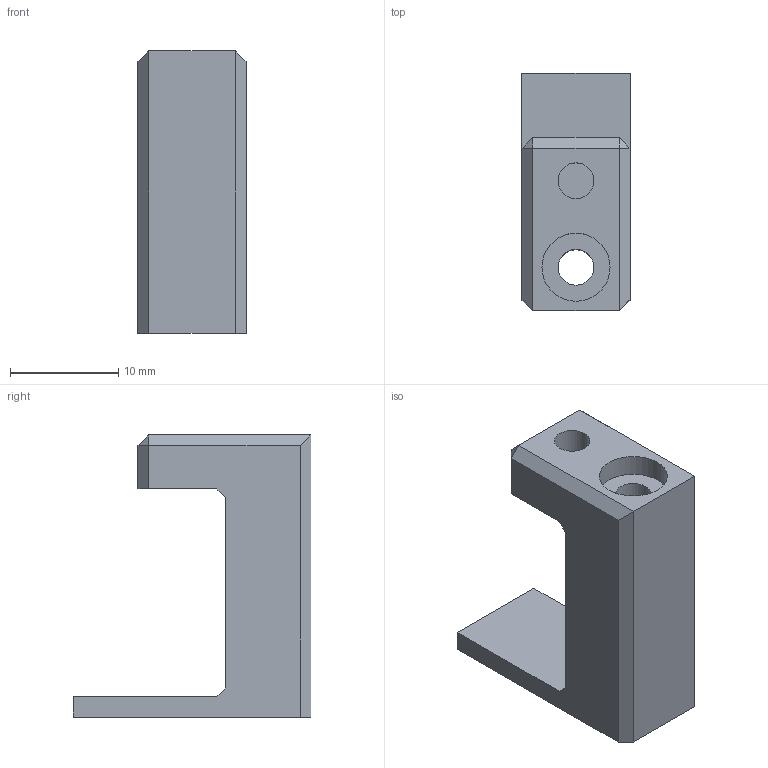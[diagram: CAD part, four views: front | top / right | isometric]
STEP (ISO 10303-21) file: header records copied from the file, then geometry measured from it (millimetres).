
FILE_DESCRIPTION(('FreeCAD Model'),'2;1');
FILE_NAME('Holder.step', '2020-08-10T18:06:15',('Author'),(''), 'Open CASCADE STEP processor 7.3','FreeCAD','Unknown');
FILE_SCHEMA(('AUTOMOTIVE_DESIGN { 1 0 10303 214 1 1 1 1 }'));
Length unit declared in the file: millimetre
Products named in the file (1): Holder
Bounding box: 10 x 22 x 26.1 mm (x, y, z)
Volume: 2328.9 mm3; surface area: 1929.7 mm2
Topology: 1 solids, 1 shells, 32 faces, 76 edges, 48 vertices
Faces by surface type: plane 29, cylinder 3
Full cylindrical faces by diameter (mm): 3.3 x2, 6.3 x1
Entity records: 931 total; most frequent: CARTESIAN_POINT 157, ORIENTED_EDGE 152, DIRECTION 148, EDGE_CURVE 76, LINE 70, VECTOR 70, VERTEX_POINT 48, AXIS2_PLACEMENT_3D 39
